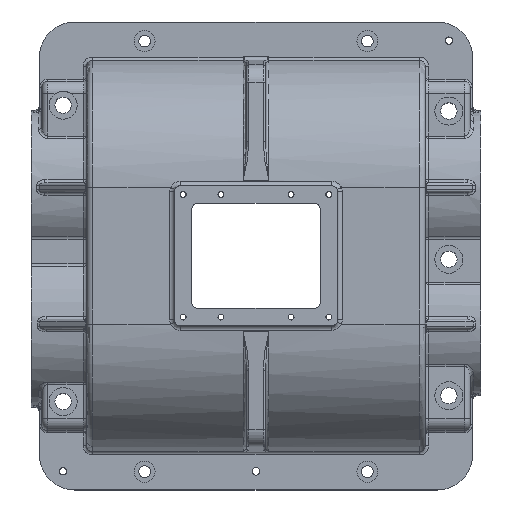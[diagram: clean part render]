
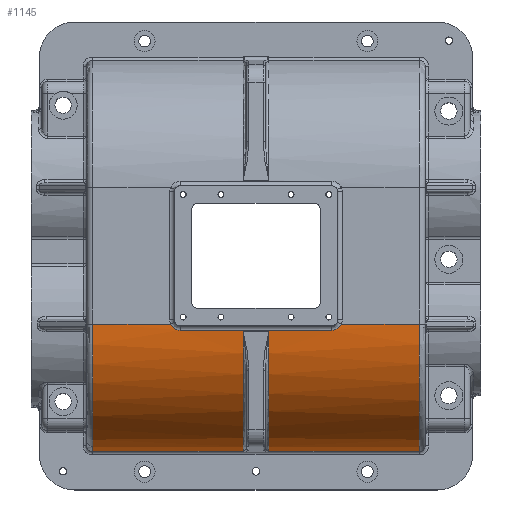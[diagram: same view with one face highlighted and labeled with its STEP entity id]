
A CAD part, top view. The second image highlights one B-rep face of the part: STEP entity #1145.
In plain terms, the highlighted cylindrical face has radius 110 mm (diameter 220 mm), a partial arc.
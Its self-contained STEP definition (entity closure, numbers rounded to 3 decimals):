
#811=CARTESIAN_POINT('Control Point',(-65.,-5.307,109.872)) ;
#812=CARTESIAN_POINT('Control Point',(-65.707,-5.307,109.872)) ;
#813=CARTESIAN_POINT('Control Point',(-66.413,-5.24,109.875)) ;
#814=CARTESIAN_POINT('Control Point',(-67.111,-5.106,109.882)) ;
#815=CARTESIAN_POINT('Control Point',(-68.596,-4.671,109.902)) ;
#816=CARTESIAN_POINT('Control Point',(-69.96,-3.938,109.931)) ;
#817=CARTESIAN_POINT('Control Point',(-70.649,-3.457,109.948)) ;
#818=CARTESIAN_POINT('Control Point',(-71.686,-2.537,109.974)) ;
#819=CARTESIAN_POINT('Control Point',(-72.521,-1.438,109.992)) ;
#820=CARTESIAN_POINT('Control Point',(-72.816,-0.979,109.997)) ;
#821=CARTESIAN_POINT('Control Point',(-73.074,-0.498,110.)) ;
#822=CARTESIAN_POINT('Control Point',(-73.292,0.,110.)) ;
#823=CARTESIAN_POINT('Vertex',(-73.292,0.,110.)) ;
#825=CARTESIAN_POINT('Vertex',(-65.,-5.307,109.872)) ;
#897=CARTESIAN_POINT('Line Origine',(0.,-5.307,109.872)) ;
#901=CARTESIAN_POINT('Vertex',(65.,-5.307,109.872)) ;
#991=CARTESIAN_POINT('Control Point',(73.292,0.,110.)) ;
#992=CARTESIAN_POINT('Control Point',(73.245,-0.107,110.)) ;
#993=CARTESIAN_POINT('Control Point',(73.196,-0.213,110.)) ;
#994=CARTESIAN_POINT('Control Point',(73.146,-0.318,110.)) ;
#995=CARTESIAN_POINT('Control Point',(72.721,-1.167,109.997)) ;
#996=CARTESIAN_POINT('Control Point',(72.18,-1.956,109.986)) ;
#997=CARTESIAN_POINT('Control Point',(71.624,-2.588,109.972)) ;
#998=CARTESIAN_POINT('Control Point',(70.363,-3.718,109.94)) ;
#999=CARTESIAN_POINT('Control Point',(68.872,-4.527,109.908)) ;
#1000=CARTESIAN_POINT('Control Point',(68.077,-4.846,109.894)) ;
#1001=CARTESIAN_POINT('Control Point',(66.976,-5.146,109.88)) ;
#1002=CARTESIAN_POINT('Control Point',(65.849,-5.275,109.873)) ;
#1003=CARTESIAN_POINT('Control Point',(65.567,-5.296,109.872)) ;
#1004=CARTESIAN_POINT('Control Point',(65.283,-5.307,109.872)) ;
#1005=CARTESIAN_POINT('Control Point',(65.,-5.307,109.872)) ;
#1006=CARTESIAN_POINT('Vertex',(73.292,0.,110.)) ;
#1065=CARTESIAN_POINT('Axis2P3D Location',(0.,0.,0.)) ;
#1070=CARTESIAN_POINT('Line Origine',(0.,-109.027,14.602)) ;
#1074=CARTESIAN_POINT('Vertex',(140.,-109.027,14.602)) ;
#1076=CARTESIAN_POINT('Vertex',(11.,-109.027,14.602)) ;
#1079=CARTESIAN_POINT('Axis2P3D Location',(140.,0.,0.)) ;
#1083=CARTESIAN_POINT('Vertex',(140.,0.,110.)) ;
#1086=CARTESIAN_POINT('Line Origine',(0.,0.,110.)) ;
#1091=CARTESIAN_POINT('Line Origine',(0.,0.,110.)) ;
#1095=CARTESIAN_POINT('Vertex',(-140.,0.,110.)) ;
#1098=CARTESIAN_POINT('Axis2P3D Location',(-140.,0.,0.)) ;
#1102=CARTESIAN_POINT('Vertex',(-140.,-109.027,14.602)) ;
#1105=CARTESIAN_POINT('Line Origine',(0.,-109.027,14.602)) ;
#1109=CARTESIAN_POINT('Vertex',(-11.,-109.027,14.602)) ;
#1112=CARTESIAN_POINT('Axis2P3D Location',(-11.,0.,0.)) ;
#1116=CARTESIAN_POINT('Vertex',(-11.,-6.232,109.823)) ;
#1119=CARTESIAN_POINT('Line Origine',(0.,-6.232,109.823)) ;
#1123=CARTESIAN_POINT('Vertex',(11.,-6.232,109.823)) ;
#1126=CARTESIAN_POINT('Axis2P3D Location',(11.,0.,0.)) ;
#899=VECTOR('Line Direction',#898,1.) ;
#1072=VECTOR('Line Direction',#1071,1.) ;
#1088=VECTOR('Line Direction',#1087,1.) ;
#1093=VECTOR('Line Direction',#1092,1.) ;
#1107=VECTOR('Line Direction',#1106,1.) ;
#1121=VECTOR('Line Direction',#1120,1.) ;
#898=DIRECTION('Vector Direction',(1.,0.,0.)) ;
#1066=DIRECTION('Axis2P3D Direction',(1.,0.,0.)) ;
#1067=DIRECTION('Axis2P3D XDirection',(0.,0.,1.)) ;
#1071=DIRECTION('Vector Direction',(1.,0.,0.)) ;
#1080=DIRECTION('Axis2P3D Direction',(1.,0.,0.)) ;
#1087=DIRECTION('Vector Direction',(1.,0.,0.)) ;
#1092=DIRECTION('Vector Direction',(1.,0.,0.)) ;
#1099=DIRECTION('Axis2P3D Direction',(1.,0.,0.)) ;
#1106=DIRECTION('Vector Direction',(1.,0.,0.)) ;
#1113=DIRECTION('Axis2P3D Direction',(1.,0.,0.)) ;
#1120=DIRECTION('Vector Direction',(1.,0.,0.)) ;
#1127=DIRECTION('Axis2P3D Direction',(1.,0.,0.)) ;
#1068=AXIS2_PLACEMENT_3D('Cylinder Axis2P3D',#1065,#1066,#1067) ;
#1081=AXIS2_PLACEMENT_3D('Circle Axis2P3D',#1079,#1080,$) ;
#1100=AXIS2_PLACEMENT_3D('Circle Axis2P3D',#1098,#1099,$) ;
#1114=AXIS2_PLACEMENT_3D('Circle Axis2P3D',#1112,#1113,$) ;
#1128=AXIS2_PLACEMENT_3D('Circle Axis2P3D',#1126,#1127,$) ;
#900=LINE('Line',#897,#899) ;
#1073=LINE('Line',#1070,#1072) ;
#1089=LINE('Line',#1086,#1088) ;
#1094=LINE('Line',#1091,#1093) ;
#1108=LINE('Line',#1105,#1107) ;
#1122=LINE('Line',#1119,#1121) ;
#1082=CIRCLE('generated circle',#1081,110.) ;
#1101=CIRCLE('generated circle',#1100,110.) ;
#1115=CIRCLE('generated circle',#1114,110.) ;
#1129=CIRCLE('generated circle',#1128,110.) ;
#1069=CYLINDRICAL_SURFACE('generated cylinder',#1068,110.) ;
#827=EDGE_CURVE('',#824,#826,#810,.F.) ;
#903=EDGE_CURVE('',#826,#902,#900,.T.) ;
#1008=EDGE_CURVE('',#902,#1007,#990,.F.) ;
#1078=EDGE_CURVE('',#1075,#1077,#1073,.F.) ;
#1085=EDGE_CURVE('',#1084,#1075,#1082,.T.) ;
#1090=EDGE_CURVE('',#1007,#1084,#1089,.T.) ;
#1097=EDGE_CURVE('',#1096,#824,#1094,.T.) ;
#1104=EDGE_CURVE('',#1096,#1103,#1101,.T.) ;
#1111=EDGE_CURVE('',#1110,#1103,#1108,.F.) ;
#1118=EDGE_CURVE('',#1110,#1117,#1115,.F.) ;
#1125=EDGE_CURVE('',#1117,#1124,#1122,.T.) ;
#1130=EDGE_CURVE('',#1077,#1124,#1129,.F.) ;
#1131=EDGE_LOOP('',(#1132,#1133,#1134,#1135,#1136,#1137,#1138,#1139,#1140,#1141,#1142,#1143)) ;
#1132=ORIENTED_EDGE('',*,*,#1078,.F.) ;
#1133=ORIENTED_EDGE('',*,*,#1085,.F.) ;
#1134=ORIENTED_EDGE('',*,*,#1090,.F.) ;
#1135=ORIENTED_EDGE('',*,*,#1008,.F.) ;
#1136=ORIENTED_EDGE('',*,*,#903,.F.) ;
#1137=ORIENTED_EDGE('',*,*,#827,.F.) ;
#1138=ORIENTED_EDGE('',*,*,#1097,.F.) ;
#1139=ORIENTED_EDGE('',*,*,#1104,.T.) ;
#1140=ORIENTED_EDGE('',*,*,#1111,.F.) ;
#1141=ORIENTED_EDGE('',*,*,#1118,.T.) ;
#1142=ORIENTED_EDGE('',*,*,#1125,.T.) ;
#1143=ORIENTED_EDGE('',*,*,#1130,.F.) ;
#824=VERTEX_POINT('',#823) ;
#826=VERTEX_POINT('',#825) ;
#902=VERTEX_POINT('',#901) ;
#1007=VERTEX_POINT('',#1006) ;
#1075=VERTEX_POINT('',#1074) ;
#1077=VERTEX_POINT('',#1076) ;
#1084=VERTEX_POINT('',#1083) ;
#1096=VERTEX_POINT('',#1095) ;
#1103=VERTEX_POINT('',#1102) ;
#1110=VERTEX_POINT('',#1109) ;
#1117=VERTEX_POINT('',#1116) ;
#1124=VERTEX_POINT('',#1123) ;
#1145=ADVANCED_FACE('\X2\96F64EF651E04F554F53\X0\',(#1144),#1069,.T.) ;
#810=B_SPLINE_CURVE_WITH_KNOTS('',5,(#811,#812,#813,#814,#815,#816,#817,#818,#819,#820,#821,#822),.UNSPECIFIED.,.F.,.U.,(6,3,3,6),(23.888,27.929,32.707,35.839),.UNSPECIFIED.) ;
#990=B_SPLINE_CURVE_WITH_KNOTS('',5,(#991,#992,#993,#994,#995,#996,#997,#998,#999,#1000,#1001,#1002,#1003,#1004,#1005),.UNSPECIFIED.,.F.,.U.,(6,3,3,3,6),(28.052,28.724,33.518,38.382,40.003),.UNSPECIFIED.) ;
#1144=FACE_OUTER_BOUND('',#1131,.T.) ;
